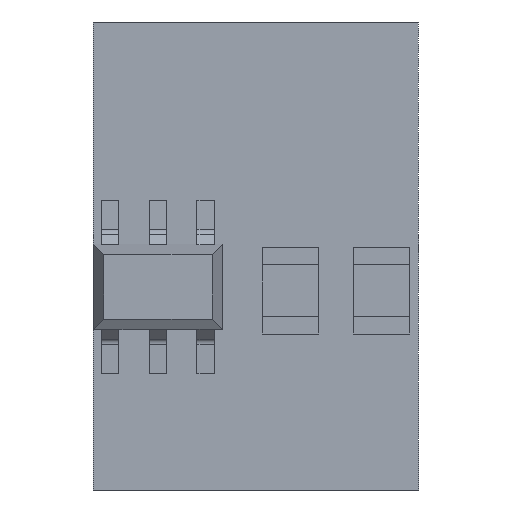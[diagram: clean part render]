
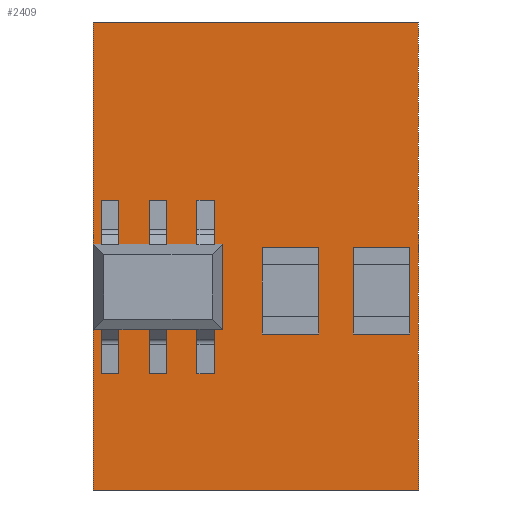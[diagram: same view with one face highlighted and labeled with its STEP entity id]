
A CAD part, front view. The second image highlights one B-rep face of the part: STEP entity #2409.
In plain terms, the highlighted planar face has unit normal (0, -1, 0).
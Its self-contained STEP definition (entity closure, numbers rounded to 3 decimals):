
#268=FACE_OUTER_BOUND('',#411,.T.);
#411=EDGE_LOOP('',(#1626,#1627,#1628,#1629));
#551=LINE('',#3574,#789);
#555=LINE('',#3582,#793);
#558=LINE('',#3588,#796);
#561=LINE('',#3593,#799);
#789=VECTOR('',#2853,1000.);
#793=VECTOR('',#2859,1000.);
#796=VECTOR('',#2864,1000.);
#799=VECTOR('',#2869,1000.);
#1027=VERTEX_POINT('',#3572);
#1028=VERTEX_POINT('',#3573);
#1031=VERTEX_POINT('',#3581);
#1033=VERTEX_POINT('',#3587);
#1252=EDGE_CURVE('',#1027,#1028,#551,.T.);
#1256=EDGE_CURVE('',#1028,#1031,#555,.T.);
#1259=EDGE_CURVE('',#1031,#1033,#558,.T.);
#1262=EDGE_CURVE('',#1033,#1027,#561,.T.);
#1626=ORIENTED_EDGE('',*,*,#1252,.F.);
#1627=ORIENTED_EDGE('',*,*,#1262,.F.);
#1628=ORIENTED_EDGE('',*,*,#1259,.F.);
#1629=ORIENTED_EDGE('',*,*,#1256,.F.);
#2319=PLANE('',#2612);
#2409=ADVANCED_FACE('',(#268),#2319,.F.);
#2612=AXIS2_PLACEMENT_3D('',#3596,#2873,#2874);
#2853=DIRECTION('',(0.,0.,-1.));
#2859=DIRECTION('',(-1.,0.,0.));
#2864=DIRECTION('',(0.,0.,1.));
#2869=DIRECTION('',(1.,0.,0.));
#2873=DIRECTION('center_axis',(0.,1.,0.));
#2874=DIRECTION('ref_axis',(0.,0.,1.));
#3572=CARTESIAN_POINT('',(3.75,0.,5.4));
#3573=CARTESIAN_POINT('',(3.75,0.,-5.4));
#3574=CARTESIAN_POINT('',(3.75,0.,-5.4));
#3581=CARTESIAN_POINT('',(-3.75,0.,-5.4));
#3582=CARTESIAN_POINT('',(-3.75,0.,-5.4));
#3587=CARTESIAN_POINT('',(-3.75,0.,5.4));
#3588=CARTESIAN_POINT('',(-3.75,0.,-5.4));
#3593=CARTESIAN_POINT('',(-3.75,0.,5.4));
#3596=CARTESIAN_POINT('Origin',(0.,0.,0.));
